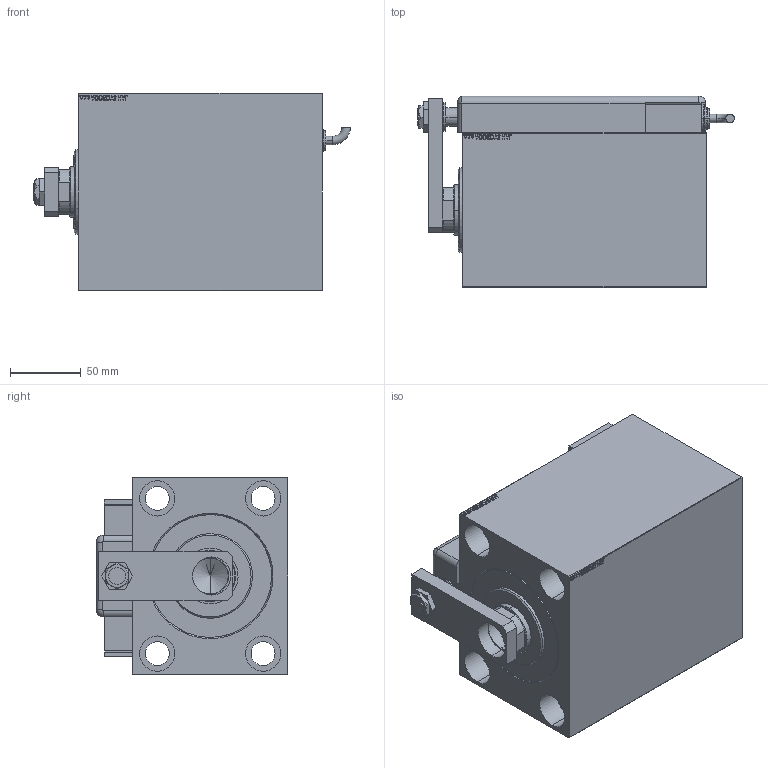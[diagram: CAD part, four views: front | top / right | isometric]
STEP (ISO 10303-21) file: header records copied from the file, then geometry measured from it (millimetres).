
FILE_DESCRIPTION (( 'STEP AP203' ), '1' );
FILE_NAME ('4a80.STEP', '2021-03-18T19:51:52', ( '' ), ( '' ), 'SwSTEP 2.0', 'SolidWorks 2019', '' );
FILE_SCHEMA (( 'CONFIG_CONTROL_DESIGN' ));
Length unit declared in the file: millimetre
Products named in the file (13): V450CM_VC_B 688f1f9585c964433bb6366ac4a45882; NUT_D13 688f1f9585c964433bb6366ac4a45882; KRYT 688f1f9585c964433bb6366ac4a45882; ZARAZKA_Q 688f1f9585c964433bb6366ac4a45882; SWITCH Q 688f1f9585c964433bb6366ac4a45882; 4a80; V450CM_C 688f1f9585c964433bb6366ac4a45882; TYC 688f1f9585c964433bb6366ac4a45882; SWITCH_Q_FRONT_BACK 688f1f9585c964433bb6366ac4a45882; NUT_D19 688f1f9585c964433bb6366ac4a45882; MAGNETIC SWITCH Q 688f1f9585c964433bb6366ac4a45882; SWITCH DIM A_G 688f1f9585c964433bb6366ac4a45882; V450CM_C_VCP 688f1f9585c964433bb6366ac4a45882
Assembly tree (13 placements, depth 3):
  4a80
    V450CM_C 688f1f9585c964433bb6366ac4a45882
    V450CM_C_VCP 688f1f9585c964433bb6366ac4a45882
    V450CM_VC_B 688f1f9585c964433bb6366ac4a45882
    MAGNETIC SWITCH Q 688f1f9585c964433bb6366ac4a45882
      SWITCH_Q_FRONT_BACK 688f1f9585c964433bb6366ac4a45882
      TYC 688f1f9585c964433bb6366ac4a45882
      ZARAZKA_Q 688f1f9585c964433bb6366ac4a45882
      SWITCH DIM A_G 688f1f9585c964433bb6366ac4a45882
      NUT_D19 688f1f9585c964433bb6366ac4a45882
      NUT_D13 688f1f9585c964433bb6366ac4a45882
      KRYT 688f1f9585c964433bb6366ac4a45882
      SWITCH Q 688f1f9585c964433bb6366ac4a45882  x2
Bounding box: 224.46 x 135.8 x 140 mm (x, y, z)
Volume: 2327363.1 mm3; surface area: 334905.3 mm2
Topology: 13 solids, 13 shells, 1247 faces, 3174 edges, 2095 vertices
Faces by surface type: plane 617, bspline 471, cylinder 113, cone 22, torus 22, sphere 2
Entity records: 59789 total; most frequent: CARTESIAN_POINT 32102, ORIENTED_EDGE 6152, DIRECTION 3904, EDGE_CURVE 3076, VERTEX_POINT 2035, LINE 1826, VECTOR 1826, EDGE_LOOP 1377
